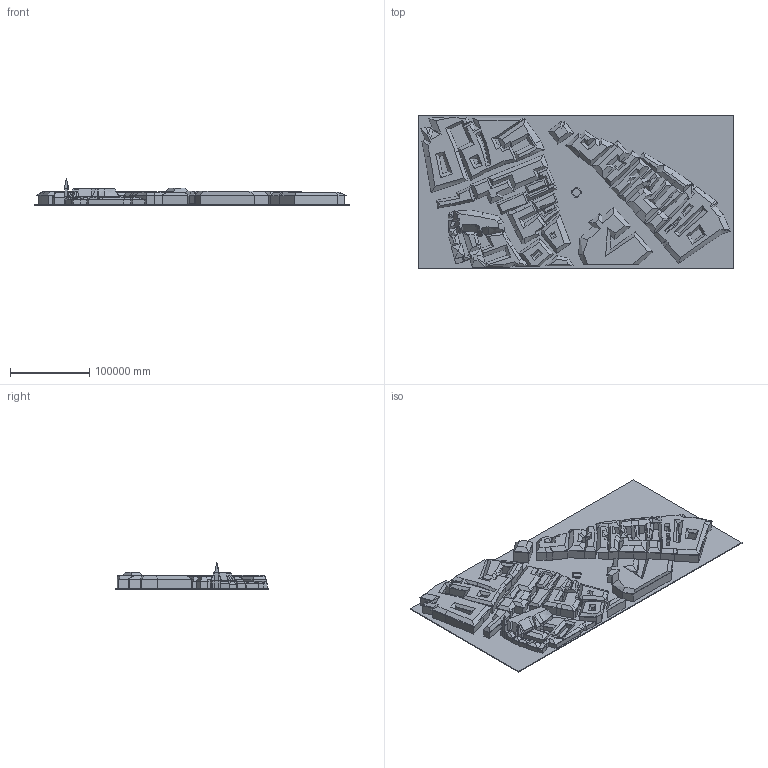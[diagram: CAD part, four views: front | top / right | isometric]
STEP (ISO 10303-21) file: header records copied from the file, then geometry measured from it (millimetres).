
FILE_DESCRIPTION(('FreeCAD Model'),'2;1');
FILE_NAME('Open CASCADE Shape Model','2025-01-15T09:52:44',(''),(''), 'Open CASCADE STEP processor 7.7','FreeCAD','Unknown');
FILE_SCHEMA(('AUTOMOTIVE_DESIGN { 1 0 10303 214 1 1 1 1 }'));
Length unit declared in the file: millimetre
Products named in the file (78): Hauptplatz_V1; Körper1; Körper2; Körper3; Körper4; Körper5; Körper6; Körper7; Körper8; Körper9; Körper10; Körper11; BODEN; Körper12; Körper13; Körper14; Körper15; Körper16; Körper17; Körper18; Körper19; Körper20; Körper21; Körper22; Körper23; Körper24; Körper25; Dach10; Dach12; Dach13; Dach14_1; Dach14_2; Dach15_1; Dach15_2; Dach15_3; Dach15_4; Dach15_5; Dach15_6; Dach15_7; Dach9 ...
Assembly tree (77 placements, depth 2):
  Hauptplatz_V1
    Körper1
    Körper2
    Körper3
    Körper4
    Körper5
    Körper6
    Körper7
    Körper8
    Körper9
    Körper10
    Körper11
    BODEN
    Körper12
    Körper13
    Körper14
    Körper15
    Körper16
    Körper17
    Körper18
    Körper19
    Körper20
    Körper21
    Körper22
    Körper23
    Körper24
    Körper25
    Dach10
    Dach12
    Dach13
    Dach14_1
    Dach14_2
    Dach15_1
    Dach15_2
    Dach15_3
    Dach15_4
    Dach15_5
    Dach15_6
    Dach15_7
    Dach9
    Dach8
    Dach16
    Dach1
    Dach2
    Dach3
    Dach19
    Dach4
    Dach5
    Dach6
    Dach7
    Dach18
    Dach22
    Dach25
    Dach23
    Dach24
    Dach21
    Dach20
    Dach17
    Körper26
    Dach26
Bounding box: 399164.7 x 194705.18 x 34000 mm (x, y, z)
Volume: 592787078559642.8 mm3; surface area: 376992668766.9 mm2
Topology: 77 solids, 77 shells, 1039 faces, 2657 edges, 1770 vertices
Faces by surface type: plane 579, bspline 452, cylinder 8
Entity records: 32466 total; most frequent: CARTESIAN_POINT 7350, ORIENTED_EDGE 5310, DIRECTION 3549, EDGE_CURVE 2655, LINE 2187, VECTOR 2187, VERTEX_POINT 1770, FACE_BOUND 1089
